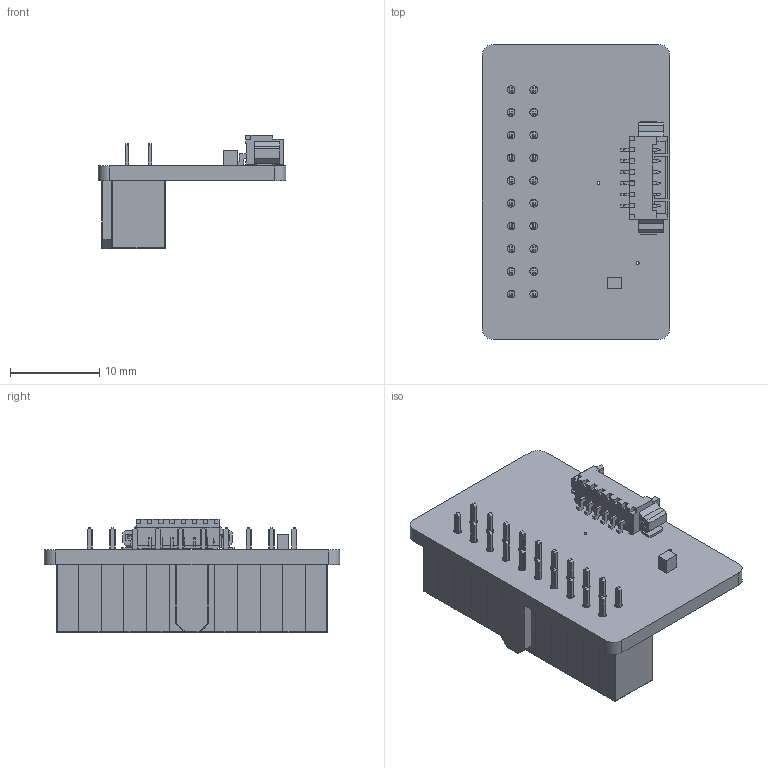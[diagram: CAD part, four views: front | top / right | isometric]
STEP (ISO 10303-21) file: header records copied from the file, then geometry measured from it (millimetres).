
FILE_DESCRIPTION(/* description */ (''),/* implementation_level */ '2;1');
FILE_NAME(/* name */ 'ed004782-0466-490d-a844-74a5db8fed29.stp',/* time_stamp */ '2021-08-22T17:22:49+00:00',/* author */ (''),/* organization */ (''),/* preprocessor_version */ 'ST-DEVELOPER v18.1',/* originating_system */ 'Autodesk Translation Framework v10.10.0.1391',/* authorisation */ '');
FILE_SCHEMA (('AUTOMOTIVE_DESIGN { 1 0 10303 214 3 1 1 }'));
Length unit declared in the file: millimetre
Products named in the file (9): ed004782-0466-490d-a844-74a5db8fed29; PCB Component; Board; SFH11-PBPC-D10-ST-BK; end; Polarizing Key; body section with ST gold pins; 0532610671; JMP
Assembly tree (38 placements, depth 4):
  ed004782-0466-490d-a844-74a5db8fed29
    PCB Component
      Board
      SFH11-PBPC-D10-ST-BK
        body section with ST gold pins  x30
        end  x2
        Polarizing Key
      0532610671
      JMP
Bounding box: 21 x 33 x 12.64 mm (x, y, z)
Volume: 5031.3 mm3; surface area: 9151.3 mm2
Topology: 96 solids, 96 shells, 5373 faces, 12134 edges, 6524 vertices
Faces by surface type: cylinder 2371, plane 1660, sphere 738, bspline 600, torus 4
Full cylindrical faces by diameter (mm): 0.305 x3, 0.864 x20
Entity records: 18172 total; most frequent: CARTESIAN_POINT 3476, DIRECTION 2986, ORIENTED_EDGE 2944, EDGE_CURVE 1472, LINE 1146, VECTOR 1146, AXIS2_PLACEMENT_3D 920, VERTEX_POINT 914
